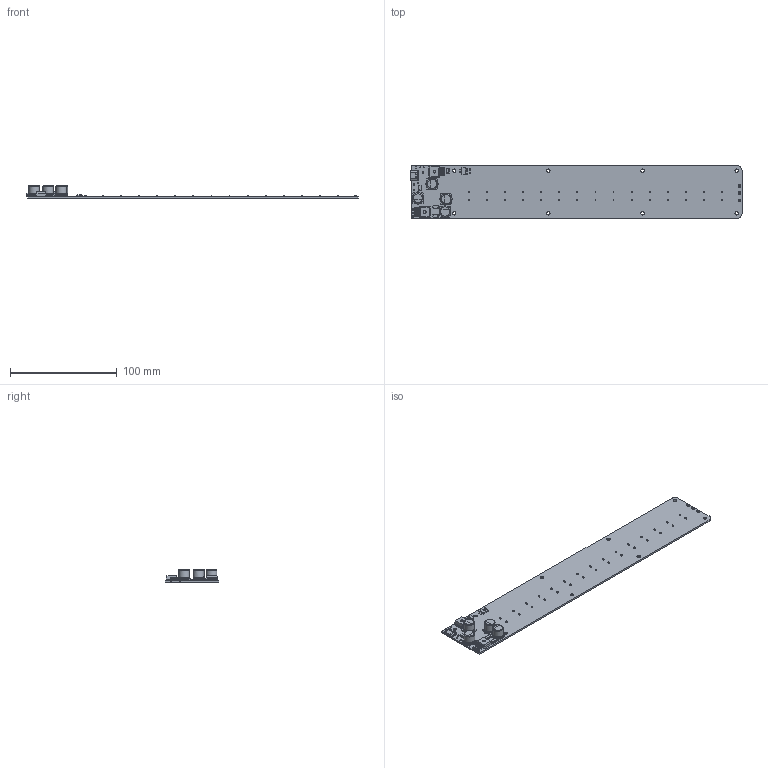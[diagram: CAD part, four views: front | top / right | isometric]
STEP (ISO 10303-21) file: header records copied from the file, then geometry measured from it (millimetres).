
FILE_DESCRIPTION(('KiCad electronic assembly'),'2;1');
FILE_NAME('pwr-v1.step','2022-11-20T12:58:33',('Pcbnew'),('Kicad'), 'Open CASCADE STEP processor 7.6','KiCad to STEP converter','Unknown' );
FILE_SCHEMA(('AUTOMOTIVE_DESIGN { 1 0 10303 214 1 1 1 1 }'));
Length unit declared in the file: millimetre
Products named in the file (21): pwr-v1 1; CP_Elec_10x10; SOLID; D_SMA; R_0603_1608Metric; C_0603_1608Metric; SOT-223; TO-263-5_TabPin3; LED_0603_1608Metric; HRO_TYPE-C-31-M-12; pwr-v1 PCB
Assembly tree (69 placements, depth 3):
  pwr-v1 1
    CP_Elec_10x10  x4
      SOLID
    D_SMA  x4
      SOLID
    R_0603_1608Metric  x8
      SOLID
    C_0603_1608Metric  x34
      SOLID
    SOT-223
      SOLID
    TO-263-5_TabPin3  x2
      SOLID
    LED_0603_1608Metric  x3
      SOLID
    HRO_TYPE-C-31-M-12
      SOLID
      SOLID
      SOLID
      SOLID
    pwr-v1 PCB
Bounding box: 311.5 x 50 x 11.65 mm (x, y, z)
Volume: 28875.7 mm3; surface area: 36539.6 mm2
Topology: 61 solids, 61 shells, 2584 faces, 6706 edges, 4310 vertices
Faces by surface type: plane 1628, cylinder 808, bspline 64, torus 42, sphere 32, cone 6, revolution 4
Full cylindrical faces by diameter (mm): 0.5 x2, 0.75 x2, 0.9 x2, 1.32 x2, 2.5 x2, 3.2 x8, 10 x8
Entity records: 69642 total; most frequent: CARTESIAN_POINT 14337, DIRECTION 9953, LINE 6473, VECTOR 6473, ORIENTED_EDGE 5134, PCURVE 5134, DEFINITIONAL_REPRESENTATION 5134, EDGE_CURVE 2567
